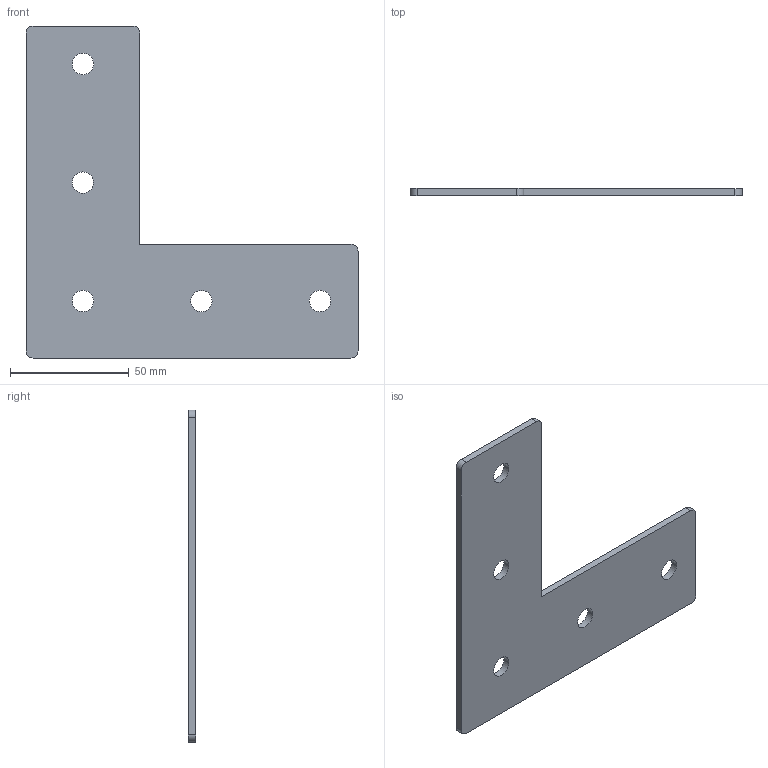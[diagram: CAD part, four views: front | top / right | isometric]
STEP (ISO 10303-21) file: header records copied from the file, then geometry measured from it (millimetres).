
FILE_DESCRIPTION(('Creo Elements/Direct Modeling STEP Export'),'2;1');
FILE_NAME('55.0175.1_Winkelplatte-MMS-55_3mm-chem-vernickelt-90°.stp','2022-03-21T 8:06:54',(''),(''),'PTC Creo Elements/Direct Modeling STEP processor for AP214 (Solid Model)','PTC Creo Elements/Direct Modeling 19.0C 15-Aug-2015 (C) Parametric Technology GmbH','');
FILE_SCHEMA(('AUTOMOTIVE_DESIGN { 1 0 10303 214 1 1 1 1 }'));
Length unit declared in the file: millimetre
Products named in the file (2): Winkelplatte-MMS-55_3mm-chem-vernickelt-90°_55.0175.1_PX176104
Assembly tree (1 placements, depth 2):
  Winkelplatte-MMS-55_3mm-chem-vernickelt-90°_55.0175.1_PX176104
    Winkelplatte-MMS-55_3mm-chem-vernickelt-90°_55.0175.1_PX176104
Bounding box: 140 x 3 x 140 mm (x, y, z)
Volume: 32424.8 mm3; surface area: 23701.3 mm2
Topology: 1 solids, 1 shells, 23 faces, 63 edges, 42 vertices
Faces by surface type: cylinder 15, plane 8
Entity records: 762 total; most frequent: ORIENTED_EDGE 126, DIRECTION 123, CARTESIAN_POINT 120, EDGE_CURVE 63, AXIS2_PLACEMENT_3D 45, VERTEX_POINT 42, EDGE_LOOP 33, VECTOR 33
